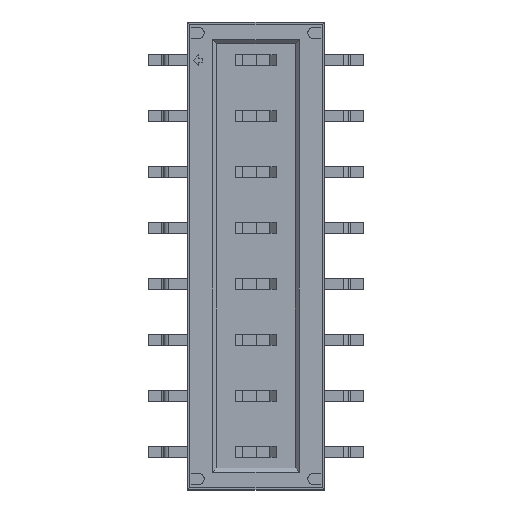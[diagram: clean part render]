
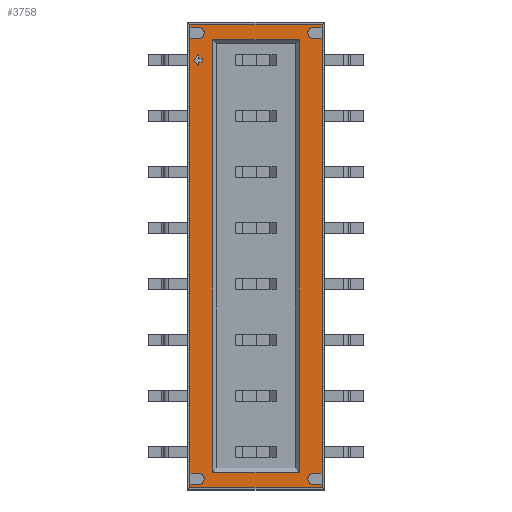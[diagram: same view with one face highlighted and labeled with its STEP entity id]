
A CAD part, top view. The second image highlights one B-rep face of the part: STEP entity #3758.
In plain terms, the highlighted planar face has unit normal (0, 0, 1).
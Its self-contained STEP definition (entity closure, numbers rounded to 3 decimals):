
#13=DIRECTION('',(0.,0.,1.));
#27=VECTOR('',#28,1.);
#28=DIRECTION('',(0.,1.,0.));
#51=VECTOR('',#52,1.);
#52=DIRECTION('',(-1.,0.,0.));
#58=VECTOR('',#59,1.);
#59=DIRECTION('',(0.,-1.,0.));
#63=VECTOR('',#64,1.);
#64=DIRECTION('',(1.,0.,0.));
#67=DIRECTION('',(0.,0.,-1.));
#109=DIRECTION('',(0.,-1.,0.));
#364=VECTOR('',#365,1.);
#365=DIRECTION('',(-1.,0.,0.));
#379=VECTOR('',#380,1.);
#380=DIRECTION('',(1.,0.,0.));
#1776=VERTEX_POINT('',#1777);
#1777=CARTESIAN_POINT('',(3.,-10.53,3.1));
#1782=VERTEX_POINT('',#1783);
#1783=CARTESIAN_POINT('',(3.,10.53,3.1));
#1785=ORIENTED_EDGE('',*,*,#1786,.F.);
#1786=EDGE_CURVE('',#1787,#1782,#1789,.T.);
#1787=VERTEX_POINT('',#1788);
#1788=CARTESIAN_POINT('',(3.,10.38,3.1));
#1789=LINE('',#1777,#27);
#1803=VERTEX_POINT('',#1804);
#1804=CARTESIAN_POINT('',(3.,9.88,3.1));
#1806=ORIENTED_EDGE('',*,*,#1807,.F.);
#1807=EDGE_CURVE('',#1808,#1803,#1789,.T.);
#1808=VERTEX_POINT('',#1809);
#1809=CARTESIAN_POINT('',(3.,-9.88,3.1));
#1823=VERTEX_POINT('',#1824);
#1824=CARTESIAN_POINT('',(3.,-10.38,3.1));
#1826=ORIENTED_EDGE('',*,*,#1827,.F.);
#1827=EDGE_CURVE('',#1776,#1823,#1789,.T.);
#3734=VERTEX_POINT('',#3735);
#3735=CARTESIAN_POINT('',(-3.,10.53,3.1));
#3737=ORIENTED_EDGE('',*,*,#3738,.F.);
#3738=EDGE_CURVE('',#1782,#3734,#3739,.T.);
#3739=LINE('',#1783,#51);
#3748=ORIENTED_EDGE('',*,*,#3749,.F.);
#3749=EDGE_CURVE('',#3750,#1776,#3752,.T.);
#3750=VERTEX_POINT('',#3751);
#3751=CARTESIAN_POINT('',(-3.,-10.53,3.1));
#3752=LINE('',#3751,#63);
#3758=ADVANCED_FACE('',(#3759,#3841,#3863),#3908,.F.);
#3759=FACE_BOUND('',#3760,.F.);
#3760=EDGE_LOOP('',(#1826,#3748,#3761,#3766,#3772,#3779,#3784,#3788,#3794,#3801,#3806,#3737,#1785,#3808,#3814,#3822,#1806,#3825,#3831,#3838));
#3761=ORIENTED_EDGE('',*,*,#3762,.F.);
#3762=EDGE_CURVE('',#3763,#3750,#3765,.T.);
#3763=VERTEX_POINT('',#3764);
#3764=CARTESIAN_POINT('',(-3.,-10.38,3.1));
#3765=LINE('',#3735,#58);
#3766=ORIENTED_EDGE('',*,*,#3767,.T.);
#3767=EDGE_CURVE('',#3763,#3768,#3770,.T.);
#3768=VERTEX_POINT('',#3769);
#3769=CARTESIAN_POINT('',(-2.6,-10.38,3.1));
#3770=LINE('',#3771,#63);
#3771=CARTESIAN_POINT('',(-3.1,-10.38,3.1));
#3772=ORIENTED_EDGE('',*,*,#3773,.T.);
#3773=EDGE_CURVE('',#3768,#3774,#3776,.T.);
#3774=VERTEX_POINT('',#3775);
#3775=CARTESIAN_POINT('',(-2.6,-9.88,3.1));
#3776=CIRCLE('',#3777,0.25);
#3777=AXIS2_PLACEMENT_3D('',#3778,#13,#28);
#3778=CARTESIAN_POINT('',(-2.6,-10.13,3.1));
#3779=ORIENTED_EDGE('',*,*,#3780,.T.);
#3780=EDGE_CURVE('',#3774,#3781,#3783,.T.);
#3781=VERTEX_POINT('',#3782);
#3782=CARTESIAN_POINT('',(-3.,-9.88,3.1));
#3783=LINE('',#3775,#51);
#3784=ORIENTED_EDGE('',*,*,#3785,.F.);
#3785=EDGE_CURVE('',#3786,#3781,#3765,.T.);
#3786=VERTEX_POINT('',#3787);
#3787=CARTESIAN_POINT('',(-3.,9.88,3.1));
#3788=ORIENTED_EDGE('',*,*,#3789,.T.);
#3789=EDGE_CURVE('',#3786,#3790,#3792,.T.);
#3790=VERTEX_POINT('',#3791);
#3791=CARTESIAN_POINT('',(-2.6,9.88,3.1));
#3792=LINE('',#3793,#63);
#3793=CARTESIAN_POINT('',(-3.1,9.88,3.1));
#3794=ORIENTED_EDGE('',*,*,#3795,.T.);
#3795=EDGE_CURVE('',#3790,#3796,#3798,.T.);
#3796=VERTEX_POINT('',#3797);
#3797=CARTESIAN_POINT('',(-2.6,10.38,3.1));
#3798=CIRCLE('',#3799,0.25);
#3799=AXIS2_PLACEMENT_3D('',#3800,#13,#28);
#3800=CARTESIAN_POINT('',(-2.6,10.13,3.1));
#3801=ORIENTED_EDGE('',*,*,#3802,.T.);
#3802=EDGE_CURVE('',#3796,#3803,#3805,.T.);
#3803=VERTEX_POINT('',#3804);
#3804=CARTESIAN_POINT('',(-3.,10.38,3.1));
#3805=LINE('',#3797,#51);
#3806=ORIENTED_EDGE('',*,*,#3807,.F.);
#3807=EDGE_CURVE('',#3734,#3803,#3765,.T.);
#3808=ORIENTED_EDGE('',*,*,#3809,.T.);
#3809=EDGE_CURVE('',#1787,#3810,#3812,.T.);
#3810=VERTEX_POINT('',#3811);
#3811=CARTESIAN_POINT('',(2.6,10.38,3.1));
#3812=LINE('',#3813,#364);
#3813=CARTESIAN_POINT('',(3.1,10.38,3.1));
#3814=ORIENTED_EDGE('',*,*,#3815,.T.);
#3815=EDGE_CURVE('',#3810,#3816,#3818,.T.);
#3816=VERTEX_POINT('',#3817);
#3817=CARTESIAN_POINT('',(2.6,9.88,3.1));
#3818=CIRCLE('',#3819,0.25);
#3819=AXIS2_PLACEMENT_3D('',#3820,#3821,#109);
#3820=CARTESIAN_POINT('',(2.6,10.13,3.1));
#3821=DIRECTION('',(0.,0.,1.));
#3822=ORIENTED_EDGE('',*,*,#3823,.T.);
#3823=EDGE_CURVE('',#3816,#1803,#3824,.T.);
#3824=LINE('',#3817,#379);
#3825=ORIENTED_EDGE('',*,*,#3826,.T.);
#3826=EDGE_CURVE('',#1808,#3827,#3829,.T.);
#3827=VERTEX_POINT('',#3828);
#3828=CARTESIAN_POINT('',(2.6,-9.88,3.1));
#3829=LINE('',#3830,#364);
#3830=CARTESIAN_POINT('',(3.1,-9.88,3.1));
#3831=ORIENTED_EDGE('',*,*,#3832,.T.);
#3832=EDGE_CURVE('',#3827,#3833,#3835,.T.);
#3833=VERTEX_POINT('',#3834);
#3834=CARTESIAN_POINT('',(2.6,-10.38,3.1));
#3835=CIRCLE('',#3836,0.25);
#3836=AXIS2_PLACEMENT_3D('',#3837,#3821,#109);
#3837=CARTESIAN_POINT('',(2.6,-10.13,3.1));
#3838=ORIENTED_EDGE('',*,*,#3839,.T.);
#3839=EDGE_CURVE('',#3833,#1823,#3840,.T.);
#3840=LINE('',#3834,#379);
#3841=FACE_BOUND('',#3842,.F.);
#3842=EDGE_LOOP('',(#3843,#3850,#3855,#3860));
#3843=ORIENTED_EDGE('',*,*,#3844,.T.);
#3844=EDGE_CURVE('',#3845,#3847,#3849,.T.);
#3845=VERTEX_POINT('',#3846);
#3846=CARTESIAN_POINT('',(-1.975,-9.83,3.1));
#3847=VERTEX_POINT('',#3848);
#3848=CARTESIAN_POINT('',(1.975,-9.83,3.1));
#3849=LINE('',#3846,#63);
#3850=ORIENTED_EDGE('',*,*,#3851,.T.);
#3851=EDGE_CURVE('',#3847,#3852,#3854,.T.);
#3852=VERTEX_POINT('',#3853);
#3853=CARTESIAN_POINT('',(1.975,9.83,3.1));
#3854=LINE('',#3848,#27);
#3855=ORIENTED_EDGE('',*,*,#3856,.T.);
#3856=EDGE_CURVE('',#3852,#3857,#3859,.T.);
#3857=VERTEX_POINT('',#3858);
#3858=CARTESIAN_POINT('',(-1.975,9.83,3.1));
#3859=LINE('',#3853,#51);
#3860=ORIENTED_EDGE('',*,*,#3861,.T.);
#3861=EDGE_CURVE('',#3857,#3845,#3862,.T.);
#3862=LINE('',#3858,#58);
#3863=FACE_BOUND('',#3864,.F.);
#3864=EDGE_LOOP('',(#3865,#3874,#3881,#3886,#3893,#3898,#3905));
#3865=ORIENTED_EDGE('',*,*,#3866,.T.);
#3866=EDGE_CURVE('',#3867,#3869,#3871,.T.);
#3867=VERTEX_POINT('',#3868);
#3868=CARTESIAN_POINT('',(-2.6,9.14,3.1));
#3869=VERTEX_POINT('',#3870);
#3870=CARTESIAN_POINT('',(-2.85,8.89,3.1));
#3871=LINE('',#3868,#3872);
#3872=VECTOR('',#3873,1.);
#3873=DIRECTION('',(-0.707,-0.707,0.));
#3874=ORIENTED_EDGE('',*,*,#3875,.T.);
#3875=EDGE_CURVE('',#3869,#3876,#3878,.T.);
#3876=VERTEX_POINT('',#3877);
#3877=CARTESIAN_POINT('',(-2.6,8.64,3.1));
#3878=LINE('',#3870,#3879);
#3879=VECTOR('',#3880,1.);
#3880=DIRECTION('',(0.707,-0.707,0.));
#3881=ORIENTED_EDGE('',*,*,#3882,.T.);
#3882=EDGE_CURVE('',#3876,#3883,#3885,.T.);
#3883=VERTEX_POINT('',#3884);
#3884=CARTESIAN_POINT('',(-2.6,8.807,3.1));
#3885=LINE('',#3877,#27);
#3886=ORIENTED_EDGE('',*,*,#3887,.T.);
#3887=EDGE_CURVE('',#3883,#3888,#3890,.T.);
#3888=VERTEX_POINT('',#3889);
#3889=CARTESIAN_POINT('',(-2.433,8.807,3.1));
#3890=LINE('',#3884,#3891);
#3891=VECTOR('',#3892,1.);
#3892=DIRECTION('',(1.,0.,0.));
#3893=ORIENTED_EDGE('',*,*,#3894,.T.);
#3894=EDGE_CURVE('',#3888,#3895,#3897,.T.);
#3895=VERTEX_POINT('',#3896);
#3896=CARTESIAN_POINT('',(-2.433,8.973,3.1));
#3897=LINE('',#3889,#27);
#3898=ORIENTED_EDGE('',*,*,#3899,.T.);
#3899=EDGE_CURVE('',#3895,#3900,#3902,.T.);
#3900=VERTEX_POINT('',#3901);
#3901=CARTESIAN_POINT('',(-2.6,8.973,3.1));
#3902=LINE('',#3896,#3903);
#3903=VECTOR('',#3904,1.);
#3904=DIRECTION('',(-1.,0.,0.));
#3905=ORIENTED_EDGE('',*,*,#3906,.T.);
#3906=EDGE_CURVE('',#3900,#3867,#3907,.T.);
#3907=LINE('',#3901,#27);
#3908=PLANE('',#3909);
#3909=AXIS2_PLACEMENT_3D('',#1777,#67,#3910);
#3910=DIRECTION('',(-0.274,0.962,0.));
